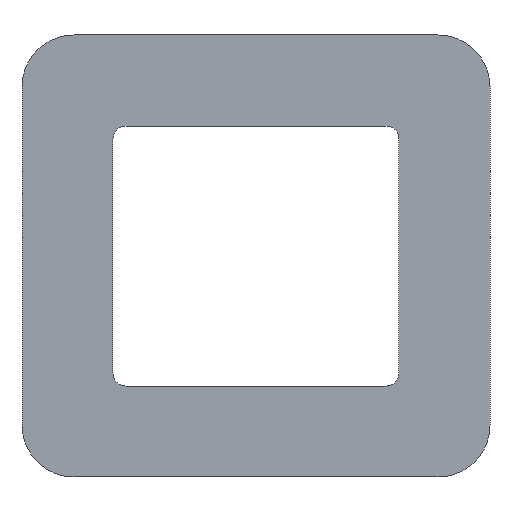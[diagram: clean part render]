
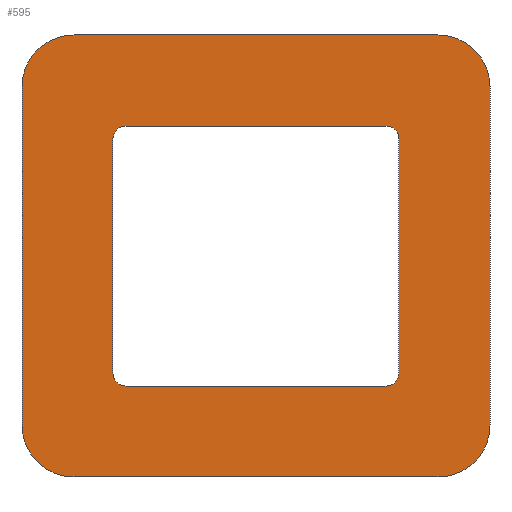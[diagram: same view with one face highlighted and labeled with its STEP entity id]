
A CAD part, front view. The second image highlights one B-rep face of the part: STEP entity #595.
In plain terms, the highlighted free-form (B-spline) face has degree [1, 1] with [2, 2] control points.
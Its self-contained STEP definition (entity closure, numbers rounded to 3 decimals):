
#49=CARTESIAN_POINT('',(5.,0.,5.0));
#50=VERTEX_POINT('',#49);
#51=CARTESIAN_POINT('',(-5.0,0.0,5.0));
#52=VERTEX_POINT('',#51);
#53=CARTESIAN_POINT('',(5.,0.,5.0));
#54=CARTESIAN_POINT('',(-5.0,0.0,5.0));
#55=QUASI_UNIFORM_CURVE('',1,(#53,#54),.UNSPECIFIED.,.F.,.U.);
#56=EDGE_CURVE('',#50,#52,#55,.T.);
#94=CARTESIAN_POINT('',(5.5,0.0,4.5));
#95=VERTEX_POINT('',#94);
#96=CARTESIAN_POINT('',(5.5,0.0,4.5));
#97=CARTESIAN_POINT('',(5.5,0.0,4.707));
#98=CARTESIAN_POINT('',(5.354,0.0,4.854));
#99=CARTESIAN_POINT('',(5.207,0.0,5.));
#100=CARTESIAN_POINT('',(5.,0.0,5.));
#108=(BOUNDED_CURVE()B_SPLINE_CURVE(2,(#96,#97,#98,#99,#100),.UNSPECIFIED.,.F.,.U.)B_SPLINE_CURVE_WITH_KNOTS((3,2,3),(0.0,0.5,1.0),.UNSPECIFIED.)CURVE()GEOMETRIC_REPRESENTATION_ITEM()RATIONAL_B_SPLINE_CURVE((1.0,0.924,1.0,0.924,1.0))REPRESENTATION_ITEM(''));
#109=EDGE_CURVE('',#95,#50,#108,.T.);
#142=CARTESIAN_POINT('',(5.5,0.0,-4.5));
#143=VERTEX_POINT('',#142);
#144=CARTESIAN_POINT('',(5.5,0.0,-4.5));
#145=CARTESIAN_POINT('',(5.5,0.0,4.5));
#146=QUASI_UNIFORM_CURVE('',1,(#144,#145),.UNSPECIFIED.,.F.,.U.);
#147=EDGE_CURVE('',#143,#95,#146,.T.);
#179=CARTESIAN_POINT('',(5.0,0.0,-5.0));
#180=VERTEX_POINT('',#179);
#181=CARTESIAN_POINT('',(5.0,0.0,-5.));
#182=CARTESIAN_POINT('',(5.5,0.0,-5.));
#183=CARTESIAN_POINT('',(5.5,0.0,-4.5));
#191=(BOUNDED_CURVE()B_SPLINE_CURVE(2,(#181,#182,#183),.UNSPECIFIED.,.F.,.U.)CURVE()GEOMETRIC_REPRESENTATION_ITEM()QUASI_UNIFORM_CURVE()RATIONAL_B_SPLINE_CURVE((1.0,0.707,1.0))REPRESENTATION_ITEM(''));
#192=EDGE_CURVE('',#180,#143,#191,.T.);
#223=CARTESIAN_POINT('',(-5.,0.0,-5.0));
#224=VERTEX_POINT('',#223);
#225=CARTESIAN_POINT('',(-5.,0.0,-5.0));
#226=CARTESIAN_POINT('',(5.0,0.0,-5.0));
#227=QUASI_UNIFORM_CURVE('',1,(#225,#226),.UNSPECIFIED.,.F.,.U.);
#228=EDGE_CURVE('',#224,#180,#227,.T.);
#260=CARTESIAN_POINT('',(-5.5,0.0,-4.5));
#261=VERTEX_POINT('',#260);
#262=CARTESIAN_POINT('',(-5.5,0.0,-4.5));
#263=CARTESIAN_POINT('',(-5.5,0.0,-4.707));
#264=CARTESIAN_POINT('',(-5.354,0.0,-4.854));
#265=CARTESIAN_POINT('',(-5.207,0.0,-5.));
#266=CARTESIAN_POINT('',(-5.,0.0,-5.));
#274=(BOUNDED_CURVE()B_SPLINE_CURVE(2,(#262,#263,#264,#265,#266),.UNSPECIFIED.,.F.,.U.)B_SPLINE_CURVE_WITH_KNOTS((3,2,3),(0.0,0.5,1.0),.UNSPECIFIED.)CURVE()GEOMETRIC_REPRESENTATION_ITEM()RATIONAL_B_SPLINE_CURVE((1.0,0.924,1.0,0.924,1.0))REPRESENTATION_ITEM(''));
#275=EDGE_CURVE('',#261,#224,#274,.T.);
#308=CARTESIAN_POINT('',(-5.5,0.0,4.5));
#309=VERTEX_POINT('',#308);
#310=CARTESIAN_POINT('',(-5.5,0.0,4.5));
#311=CARTESIAN_POINT('',(-5.5,0.0,-4.5));
#312=QUASI_UNIFORM_CURVE('',1,(#310,#311),.UNSPECIFIED.,.F.,.U.);
#313=EDGE_CURVE('',#309,#261,#312,.T.);
#345=CARTESIAN_POINT('',(-5.0,0.0,5.));
#346=CARTESIAN_POINT('',(-5.5,0.0,5.));
#347=CARTESIAN_POINT('',(-5.5,0.0,4.5));
#355=(BOUNDED_CURVE()B_SPLINE_CURVE(2,(#345,#346,#347),.UNSPECIFIED.,.F.,.U.)CURVE()GEOMETRIC_REPRESENTATION_ITEM()QUASI_UNIFORM_CURVE()RATIONAL_B_SPLINE_CURVE((1.0,0.707,1.0))REPRESENTATION_ITEM(''));
#356=EDGE_CURVE('',#52,#309,#355,.T.);
#486=CARTESIAN_POINT('',(-9.899,0.,9.349));
#487=CARTESIAN_POINT('',(9.899,0.,9.349));
#488=CARTESIAN_POINT('',(-9.899,0.,-9.349));
#489=CARTESIAN_POINT('',(9.899,0.,-9.349));
#490=B_SPLINE_SURFACE_WITH_KNOTS('',1,1,((#486,#488),(#487,#489)),.UNSPECIFIED.,.F.,.F.,.U.,(2,2),(2,2),(0.0,19.798),(0.0,18.698),.UNSPECIFIED.);
#491=CARTESIAN_POINT('',(-7.0,0.0,8.5));
#492=VERTEX_POINT('',#491);
#493=CARTESIAN_POINT('',(-9.0,0.0,6.5));
#494=VERTEX_POINT('',#493);
#495=CARTESIAN_POINT('',(-7.0,0.0,8.5));
#496=CARTESIAN_POINT('',(-9.,0.0,8.5));
#497=CARTESIAN_POINT('',(-9.,0.0,6.5));
#505=(BOUNDED_CURVE()B_SPLINE_CURVE(2,(#495,#496,#497),.UNSPECIFIED.,.F.,.U.)CURVE()GEOMETRIC_REPRESENTATION_ITEM()QUASI_UNIFORM_CURVE()RATIONAL_B_SPLINE_CURVE((1.0,0.707,1.0))REPRESENTATION_ITEM(''));
#506=EDGE_CURVE('',#492,#494,#505,.T.);
#507=ORIENTED_EDGE('',*,*,#506,.T.);
#508=CARTESIAN_POINT('',(-9.0,0.0,-6.5));
#509=VERTEX_POINT('',#508);
#510=CARTESIAN_POINT('',(-9.0,0.0,6.5));
#511=CARTESIAN_POINT('',(-9.0,0.0,-6.5));
#512=QUASI_UNIFORM_CURVE('',1,(#510,#511),.UNSPECIFIED.,.F.,.U.);
#513=EDGE_CURVE('',#494,#509,#512,.T.);
#514=ORIENTED_EDGE('',*,*,#513,.T.);
#515=CARTESIAN_POINT('',(-7.,0.0,-8.5));
#516=VERTEX_POINT('',#515);
#517=CARTESIAN_POINT('',(-9.,0.0,-6.5));
#518=CARTESIAN_POINT('',(-9.,0.0,-7.328));
#519=CARTESIAN_POINT('',(-8.414,0.0,-7.914));
#520=CARTESIAN_POINT('',(-7.828,0.0,-8.5));
#521=CARTESIAN_POINT('',(-7.,0.0,-8.5));
#529=(BOUNDED_CURVE()B_SPLINE_CURVE(2,(#517,#518,#519,#520,#521),.UNSPECIFIED.,.F.,.U.)B_SPLINE_CURVE_WITH_KNOTS((3,2,3),(0.0,0.5,1.0),.UNSPECIFIED.)CURVE()GEOMETRIC_REPRESENTATION_ITEM()RATIONAL_B_SPLINE_CURVE((1.0,0.924,1.0,0.924,1.0))REPRESENTATION_ITEM(''));
#530=EDGE_CURVE('',#509,#516,#529,.T.);
#531=ORIENTED_EDGE('',*,*,#530,.T.);
#532=CARTESIAN_POINT('',(7.0,0.0,-8.5));
#533=VERTEX_POINT('',#532);
#534=CARTESIAN_POINT('',(-7.,0.0,-8.5));
#535=CARTESIAN_POINT('',(7.0,0.0,-8.5));
#536=QUASI_UNIFORM_CURVE('',1,(#534,#535),.UNSPECIFIED.,.F.,.U.);
#537=EDGE_CURVE('',#516,#533,#536,.T.);
#538=ORIENTED_EDGE('',*,*,#537,.T.);
#539=CARTESIAN_POINT('',(9.0,0.0,-6.5));
#540=VERTEX_POINT('',#539);
#541=CARTESIAN_POINT('',(7.0,0.0,-8.5));
#542=CARTESIAN_POINT('',(9.,0.0,-8.5));
#543=CARTESIAN_POINT('',(9.,0.0,-6.5));
#551=(BOUNDED_CURVE()B_SPLINE_CURVE(2,(#541,#542,#543),.UNSPECIFIED.,.F.,.U.)CURVE()GEOMETRIC_REPRESENTATION_ITEM()QUASI_UNIFORM_CURVE()RATIONAL_B_SPLINE_CURVE((1.0,0.707,1.0))REPRESENTATION_ITEM(''));
#552=EDGE_CURVE('',#533,#540,#551,.T.);
#553=ORIENTED_EDGE('',*,*,#552,.T.);
#554=CARTESIAN_POINT('',(9.0,0.0,6.5));
#555=VERTEX_POINT('',#554);
#556=CARTESIAN_POINT('',(9.0,0.0,-6.5));
#557=CARTESIAN_POINT('',(9.0,0.0,6.5));
#558=QUASI_UNIFORM_CURVE('',1,(#556,#557),.UNSPECIFIED.,.F.,.U.);
#559=EDGE_CURVE('',#540,#555,#558,.T.);
#560=ORIENTED_EDGE('',*,*,#559,.T.);
#561=CARTESIAN_POINT('',(7.,0.0,8.5));
#562=VERTEX_POINT('',#561);
#563=CARTESIAN_POINT('',(9.,0.0,6.5));
#564=CARTESIAN_POINT('',(9.,0.0,7.328));
#565=CARTESIAN_POINT('',(8.414,0.0,7.914));
#566=CARTESIAN_POINT('',(7.828,0.0,8.5));
#567=CARTESIAN_POINT('',(7.,0.0,8.5));
#575=(BOUNDED_CURVE()B_SPLINE_CURVE(2,(#563,#564,#565,#566,#567),.UNSPECIFIED.,.F.,.U.)B_SPLINE_CURVE_WITH_KNOTS((3,2,3),(0.0,0.5,1.0),.UNSPECIFIED.)CURVE()GEOMETRIC_REPRESENTATION_ITEM()RATIONAL_B_SPLINE_CURVE((1.0,0.924,1.0,0.924,1.0))REPRESENTATION_ITEM(''));
#576=EDGE_CURVE('',#555,#562,#575,.T.);
#577=ORIENTED_EDGE('',*,*,#576,.T.);
#578=CARTESIAN_POINT('',(7.,0.0,8.5));
#579=CARTESIAN_POINT('',(-7.0,0.0,8.5));
#580=QUASI_UNIFORM_CURVE('',1,(#578,#579),.UNSPECIFIED.,.F.,.U.);
#581=EDGE_CURVE('',#562,#492,#580,.T.);
#582=ORIENTED_EDGE('',*,*,#581,.T.);
#583=EDGE_LOOP('',(#507,#514,#531,#538,#553,#560,#577,#582));
#584=FACE_OUTER_BOUND('',#583,.T.);
#585=ORIENTED_EDGE('',*,*,#356,.F.);
#586=ORIENTED_EDGE('',*,*,#56,.F.);
#587=ORIENTED_EDGE('',*,*,#109,.F.);
#588=ORIENTED_EDGE('',*,*,#147,.F.);
#589=ORIENTED_EDGE('',*,*,#192,.F.);
#590=ORIENTED_EDGE('',*,*,#228,.F.);
#591=ORIENTED_EDGE('',*,*,#275,.F.);
#592=ORIENTED_EDGE('',*,*,#313,.F.);
#593=EDGE_LOOP('',(#585,#586,#587,#588,#589,#590,#591,#592));
#594=FACE_BOUND('',#593,.T.);
#595=ADVANCED_FACE('',(#584,#594),#490,.F.);
